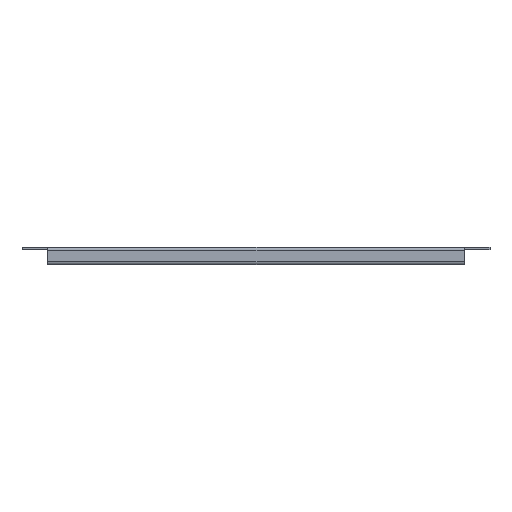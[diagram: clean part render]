
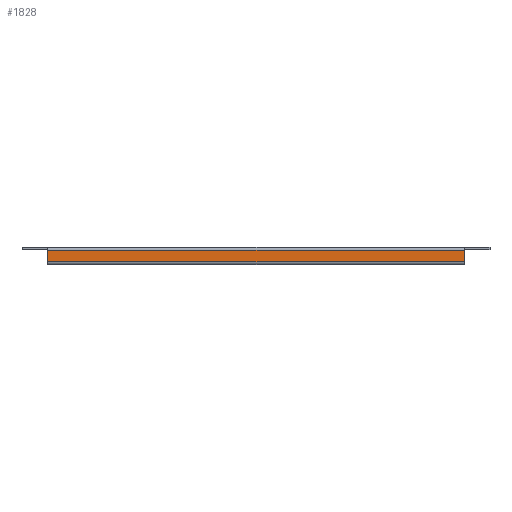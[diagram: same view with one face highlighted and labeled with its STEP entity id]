
A CAD part, front view. The second image highlights one B-rep face of the part: STEP entity #1828.
In plain terms, the highlighted planar face has unit normal (0, -1, 0).
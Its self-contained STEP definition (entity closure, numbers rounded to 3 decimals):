
#2 = CARTESIAN_POINT ( 'NONE',  ( 363.513, -284.711, -3.5 ) ) ;
#10 = VERTEX_POINT ( 'NONE', #110 ) ;
#29 = LINE ( 'NONE', #2, #521 ) ;
#56 = EDGE_CURVE ( 'NONE', #1847, #10, #1252, .T. ) ;
#110 = CARTESIAN_POINT ( 'NONE',  ( 363.513, -284.711, -16.5 ) ) ;
#139 = EDGE_CURVE ( 'NONE', #1847, #1468, #1091, .T. ) ;
#243 = CARTESIAN_POINT ( 'NONE',  ( -121.487, -284.711, -20. ) ) ;
#355 = ORIENTED_EDGE ( 'NONE', *, *, #1032, .F. ) ;
#361 = CARTESIAN_POINT ( 'NONE',  ( 0., -284.711, 0. ) ) ;
#403 = CARTESIAN_POINT ( 'NONE',  ( -121.487, -284.711, -16.5 ) ) ;
#415 = VERTEX_POINT ( 'NONE', #1363 ) ;
#420 = ORIENTED_EDGE ( 'NONE', *, *, #1691, .F. ) ;
#521 = VECTOR ( 'NONE', #607, 1000. ) ;
#547 = VECTOR ( 'NONE', #809, 1000. ) ;
#607 = DIRECTION ( 'NONE',  ( 1., 0., 0. ) ) ;
#656 = CARTESIAN_POINT ( 'NONE',  ( -121.487, -284.711, -3.5 ) ) ;
#776 = DIRECTION ( 'NONE',  ( 0., 0., 1. ) ) ;
#809 = DIRECTION ( 'NONE',  ( 0., 0., 1. ) ) ;
#923 = DIRECTION ( 'NONE',  ( 0., 1., 0. ) ) ;
#942 = ORIENTED_EDGE ( 'NONE', *, *, #56, .T. ) ;
#1013 = EDGE_LOOP ( 'NONE', ( #942, #355, #420, #1645 ) ) ;
#1032 = EDGE_CURVE ( 'NONE', #415, #10, #1659, .T. ) ;
#1091 = LINE ( 'NONE', #243, #547 ) ;
#1100 = DIRECTION ( 'NONE',  ( 1., 0., 0. ) ) ;
#1187 = VECTOR ( 'NONE', #1100, 1000. ) ;
#1252 = LINE ( 'NONE', #403, #1187 ) ;
#1363 = CARTESIAN_POINT ( 'NONE',  ( 363.513, -284.711, -3.5 ) ) ;
#1465 = CARTESIAN_POINT ( 'NONE',  ( -121.487, -284.711, -16.5 ) ) ;
#1468 = VERTEX_POINT ( 'NONE', #656 ) ;
#1503 = FACE_OUTER_BOUND ( 'NONE', #1013, .T. ) ;
#1534 = DIRECTION ( 'NONE',  ( 0., 0., -1. ) ) ;
#1593 = AXIS2_PLACEMENT_3D ( 'NONE', #361, #923, #776 ) ;
#1621 = PLANE ( 'NONE',  #1593 ) ;
#1645 = ORIENTED_EDGE ( 'NONE', *, *, #139, .F. ) ;
#1659 = LINE ( 'NONE', #1674, #1827 ) ;
#1674 = CARTESIAN_POINT ( 'NONE',  ( 363.513, -284.711, -2.5 ) ) ;
#1691 = EDGE_CURVE ( 'NONE', #1468, #415, #29, .T. ) ;
#1827 = VECTOR ( 'NONE', #1534, 1000. ) ;
#1828 = ADVANCED_FACE ( 'NONE', ( #1503 ), #1621, .F. ) ;
#1847 = VERTEX_POINT ( 'NONE', #1465 ) ;
